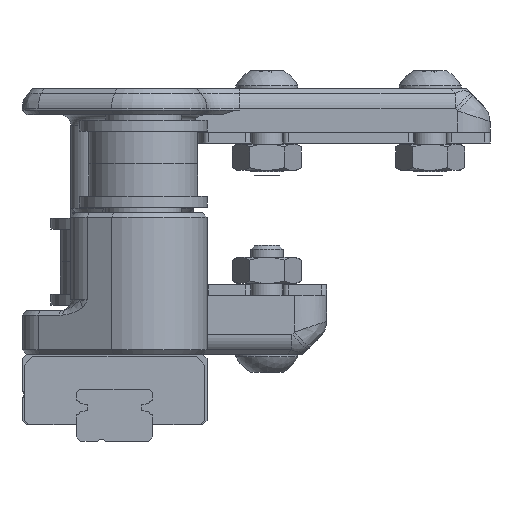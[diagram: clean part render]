
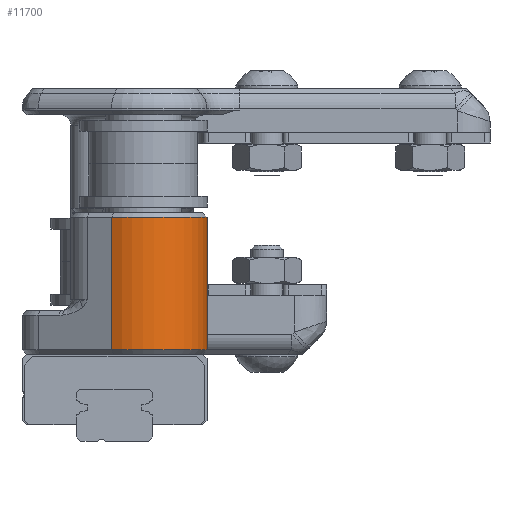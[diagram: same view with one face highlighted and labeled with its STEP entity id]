
A CAD part, front view. The second image highlights one B-rep face of the part: STEP entity #11700.
In plain terms, the highlighted cylindrical face has radius 5.85 mm (diameter 11.7 mm), a partial arc.
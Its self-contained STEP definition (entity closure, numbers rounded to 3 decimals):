
#421=CYLINDRICAL_SURFACE('',#12638,5.85);
#1218=FACE_OUTER_BOUND('',#1941,.T.);
#1941=EDGE_LOOP('',(#8063,#8064,#8065,#8066));
#2716=CIRCLE('',#12618,5.85);
#2717=CIRCLE('',#12620,5.85);
#3345=LINE('',#17506,#4124);
#3389=LINE('',#17812,#4168);
#4124=VECTOR('',#14025,10.);
#4168=VECTOR('',#14171,10.);
#4937=VERTEX_POINT('',#17503);
#4938=VERTEX_POINT('',#17505);
#4978=VERTEX_POINT('',#17760);
#4979=VERTEX_POINT('',#17768);
#6085=EDGE_CURVE('',#4938,#4937,#3345,.T.);
#6144=EDGE_CURVE('',#4938,#4978,#2716,.T.);
#6147=EDGE_CURVE('',#4979,#4937,#2717,.T.);
#6168=EDGE_CURVE('',#4978,#4979,#3389,.T.);
#8063=ORIENTED_EDGE('',*,*,#6144,.F.);
#8064=ORIENTED_EDGE('',*,*,#6085,.T.);
#8065=ORIENTED_EDGE('',*,*,#6147,.F.);
#8066=ORIENTED_EDGE('',*,*,#6168,.F.);
#11700=ADVANCED_FACE('',(#1218),#421,.T.);
#12618=AXIS2_PLACEMENT_3D('',#17765,#14113,#14114);
#12620=AXIS2_PLACEMENT_3D('',#17770,#14119,#14120);
#12638=AXIS2_PLACEMENT_3D('',#17811,#14169,#14170);
#14025=DIRECTION('',(0.,0.,1.));
#14113=DIRECTION('center_axis',(0.,0.,-1.));
#14114=DIRECTION('ref_axis',(-0.5,-0.866,0.));
#14119=DIRECTION('center_axis',(0.,0.,1.));
#14120=DIRECTION('ref_axis',(-0.5,-0.866,0.));
#14169=DIRECTION('center_axis',(0.,0.,1.));
#14170=DIRECTION('ref_axis',(-0.5,-0.866,0.));
#14171=DIRECTION('',(0.,0.,1.));
#17503=CARTESIAN_POINT('',(8.5,-15.98,12.6));
#17505=CARTESIAN_POINT('',(8.5,-15.98,0.4));
#17506=CARTESIAN_POINT('',(8.5,-15.98,0.));
#17760=CARTESIAN_POINT('',(-0.275,-21.046,0.4));
#17765=CARTESIAN_POINT('Origin',(2.65,-15.98,0.4));
#17768=CARTESIAN_POINT('',(-0.275,-21.046,12.6));
#17770=CARTESIAN_POINT('Origin',(2.65,-15.98,12.6));
#17811=CARTESIAN_POINT('Origin',(2.65,-15.98,0.));
#17812=CARTESIAN_POINT('',(-0.275,-21.046,0.));
